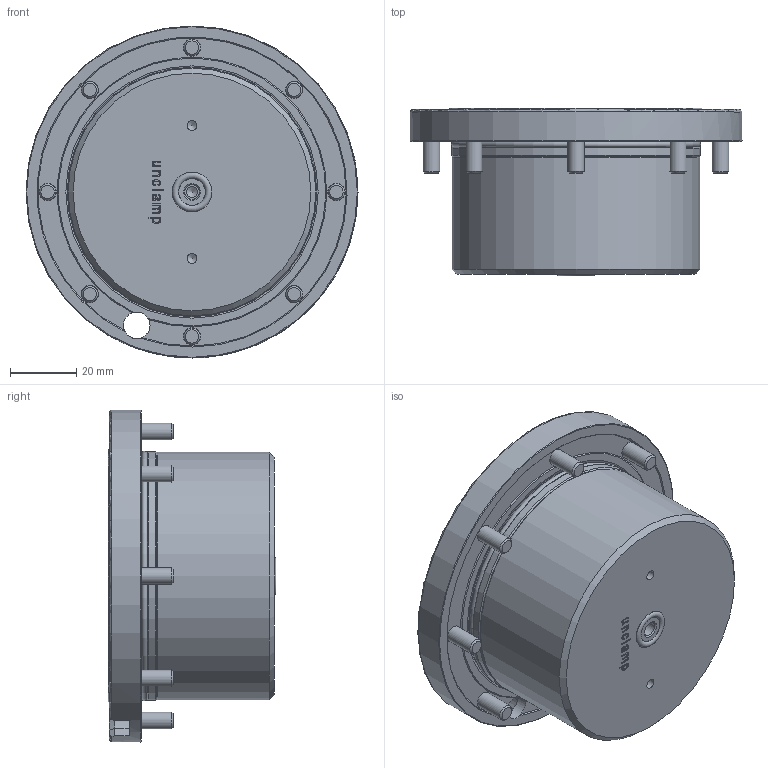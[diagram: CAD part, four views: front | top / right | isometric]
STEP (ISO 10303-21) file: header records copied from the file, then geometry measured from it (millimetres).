
FILE_DESCRIPTION (( 'STEP AP214' ), '1' );
FILE_NAME ('STARK_5000 101-9_B.STEP', '2022-01-28T07:05:11', ( '' ), ( '' ), 'SwSTEP 2.0', 'SolidWorks 2021', '' );
FILE_SCHEMA (( 'AUTOMOTIVE_DESIGN' ));
Length unit declared in the file: millimetre
Products named in the file (1): STARK_5000 101-9_B
Bounding box: 100 x 50.5 x 100 mm (x, y, z)
Volume: 232791.3 mm3; surface area: 36436.2 mm2
Topology: 1 solids, 7 shells, 434 faces, 1001 edges, 652 vertices
Faces by surface type: plane 211, cylinder 99, bspline 48, cone 42, torus 34
Full cylindrical faces by diameter (mm): 3 x2, 3.3 x1, 4.3 x1, 5 x8, 5.2 x8, 8 x3, 8.5 x8, 9 x8, 9.001 x8, 11.5 x3, 12 x1, 32 x1, 32.2 x1, 72.636 x2, 74.6 x1, 75 x1, 100 x1
Entity records: 17316 total; most frequent: CARTESIAN_POINT 5099, DIRECTION 1697, ORIENTED_EDGE 1690, EDGE_CURVE 845, AXIS2_PLACEMENT_3D 637, EDGE_LOOP 625, VERTEX_POINT 614, FACE_OUTER_BOUND 516
